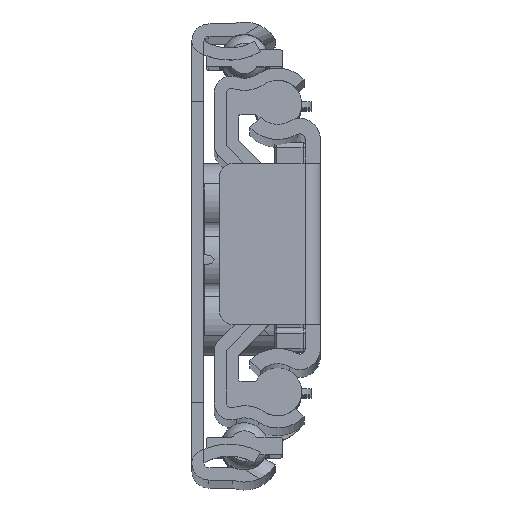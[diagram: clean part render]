
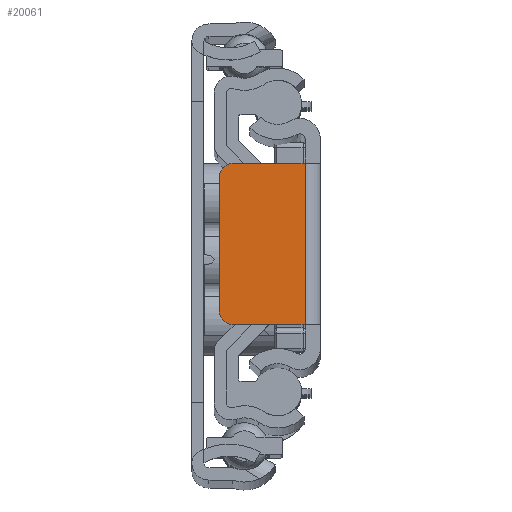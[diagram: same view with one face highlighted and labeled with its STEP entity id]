
A CAD part, top view. The second image highlights one B-rep face of the part: STEP entity #20061.
In plain terms, the highlighted planar face has unit normal (0, 0, 1).
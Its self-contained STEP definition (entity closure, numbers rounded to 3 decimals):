
#1952=FACE_OUTER_BOUND('',#3013,.T.);
#3013=EDGE_LOOP('',(#15652,#15653,#15654,#15655,#15656,#15657));
#4013=CIRCLE('',#21475,1.5);
#4016=CIRCLE('',#21480,1.5);
#5591=LINE('',#31224,#7355);
#5594=LINE('',#31231,#7358);
#5595=LINE('',#31235,#7359);
#5596=LINE('',#31236,#7360);
#7355=VECTOR('',#25180,10.);
#7358=VECTOR('',#25187,10.);
#7359=VECTOR('',#25190,10.);
#7360=VECTOR('',#25191,10.);
#9047=VERTEX_POINT('',#31214);
#9048=VERTEX_POINT('',#31215);
#9051=VERTEX_POINT('',#31223);
#9053=VERTEX_POINT('',#31230);
#9054=VERTEX_POINT('',#31232);
#9055=VERTEX_POINT('',#31234);
#11486=EDGE_CURVE('',#9047,#9048,#4013,.T.);
#11490=EDGE_CURVE('',#9048,#9051,#5591,.T.);
#11494=EDGE_CURVE('',#9047,#9053,#5594,.T.);
#11495=EDGE_CURVE('',#9054,#9053,#4016,.T.);
#11496=EDGE_CURVE('',#9055,#9054,#5595,.T.);
#11497=EDGE_CURVE('',#9051,#9055,#5596,.T.);
#15652=ORIENTED_EDGE('',*,*,#11486,.F.);
#15653=ORIENTED_EDGE('',*,*,#11494,.T.);
#15654=ORIENTED_EDGE('',*,*,#11495,.F.);
#15655=ORIENTED_EDGE('',*,*,#11496,.F.);
#15656=ORIENTED_EDGE('',*,*,#11497,.F.);
#15657=ORIENTED_EDGE('',*,*,#11490,.F.);
#19422=PLANE('',#21479);
#20061=ADVANCED_FACE('',(#1952),#19422,.T.);
#21475=AXIS2_PLACEMENT_3D('',#31216,#25172,#25173);
#21479=AXIS2_PLACEMENT_3D('',#31229,#25185,#25186);
#21480=AXIS2_PLACEMENT_3D('',#31233,#25188,#25189);
#25172=DIRECTION('center_axis',(0.,0.,
-1.));
#25173=DIRECTION('ref_axis',(-0.707,0.707,0.));
#25180=DIRECTION('',(1.,0.,0.));
#25185=DIRECTION('center_axis',(0.,0.,
1.));
#25186=DIRECTION('ref_axis',(1.,0.,0.));
#25187=DIRECTION('',(0.,-1.,0.));
#25188=DIRECTION('center_axis',(0.,0.,
-1.));
#25189=DIRECTION('ref_axis',(-0.707,-0.707,0.));
#25190=DIRECTION('',(-1.,0.,0.));
#25191=DIRECTION('',(0.,-1.,0.));
#31214=CARTESIAN_POINT('',(-2.5,6.5,607.));
#31215=CARTESIAN_POINT('',(-1.,8.,607.));
#31216=CARTESIAN_POINT('Origin',(-1.,6.5,607.));
#31223=CARTESIAN_POINT('',(6.,8.,607.));
#31224=CARTESIAN_POINT('',(6.,8.,607.));
#31229=CARTESIAN_POINT('Origin',(-2.5,0.,
607.));
#31230=CARTESIAN_POINT('',(-2.5,-6.5,607.));
#31231=CARTESIAN_POINT('',(-2.5,0.,607.));
#31232=CARTESIAN_POINT('',(-1.,-8.,607.));
#31233=CARTESIAN_POINT('Origin',(-1.,-6.5,607.));
#31234=CARTESIAN_POINT('',(6.,-8.,607.));
#31235=CARTESIAN_POINT('',(6.,-8.,607.));
#31236=CARTESIAN_POINT('',(6.,0.,607.));
